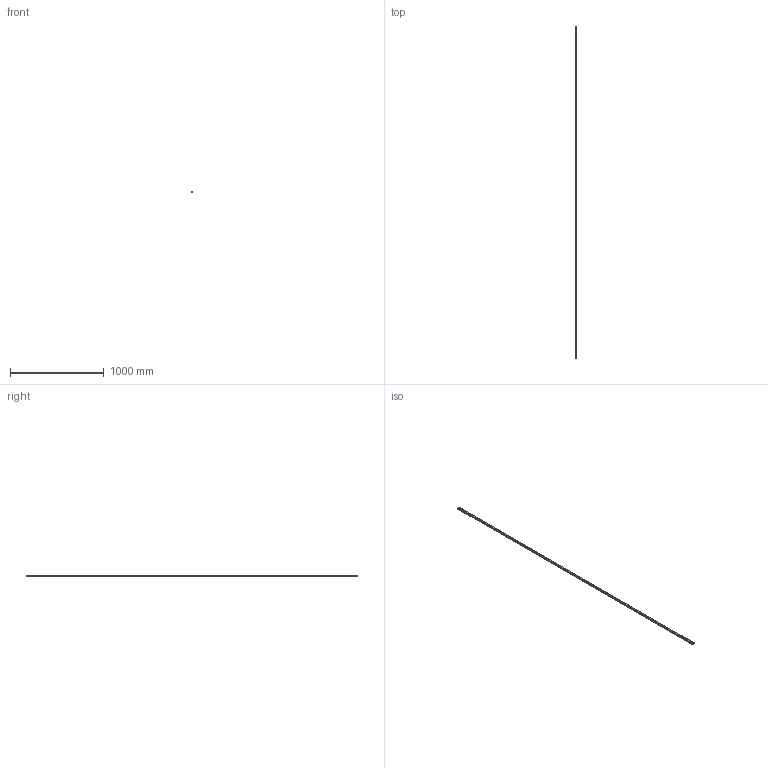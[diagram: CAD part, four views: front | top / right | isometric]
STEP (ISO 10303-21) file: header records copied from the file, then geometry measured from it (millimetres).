
FILE_DESCRIPTION(('STEP AP214'),'1');
FILE_NAME('cctmp_0029187A-030F-4A3C-8D61-65D7277D3511_2020_5_18_13_31_14_370..stp','2020-05-18T11:31:14',('HIWIN GmbH'),('CADClick - www.CADClick.com'),'Spatial InterOp 3D',' ','unknown authorization');
FILE_SCHEMA(('AUTOMOTIVE_DESIGN'));
Length unit declared in the file: millimetre
Products named in the file (1): HGR20R3540H_FILE
Bounding box: 20 x 3540 x 17.5 mm (x, y, z)
Volume: 1012048.9 mm3; surface area: 300072 mm2
Topology: 1 solids, 1 shells, 638 faces, 1365 edges, 910 vertices
Faces by surface type: cylinder 376, plane 262
Entity records: 22729 total; most frequent: DIRECTION 3395, CARTESIAN_POINT 2914, ORIENTED_EDGE 2730, AXIS2_PLACEMENT_3D 1391, EDGE_CURVE 1365, VERTEX_POINT 910, EDGE_LOOP 819, CIRCLE 752
